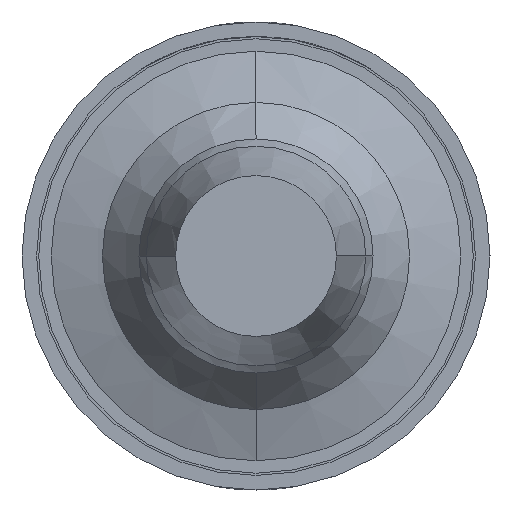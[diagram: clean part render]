
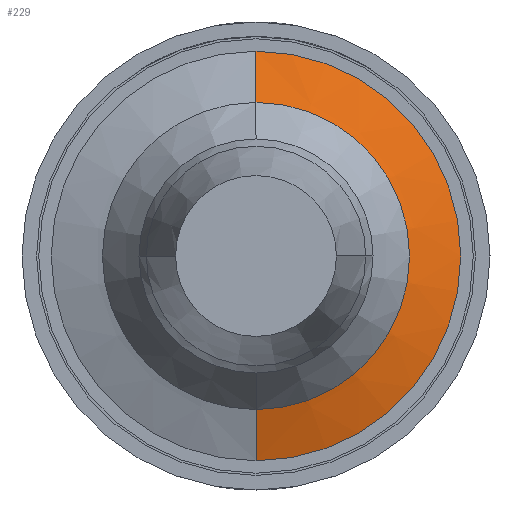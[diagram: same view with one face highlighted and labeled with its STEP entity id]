
A CAD part, front view. The second image highlights one B-rep face of the part: STEP entity #229.
In plain terms, the highlighted conical face has half-angle 71.565 degrees and reference radius 0.8 mm.
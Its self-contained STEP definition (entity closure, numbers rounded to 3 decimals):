
#54 = ORIENTED_EDGE ( 'NONE', *, *, #5155, .T. ) ;
#184 = ORIENTED_EDGE ( 'NONE', *, *, #3955, .F. ) ;
#229 = ADVANCED_FACE ( 'Defeature ausgef�hrt1_34', ( #3630 ), #4706, .T. ) ;
#234 = CARTESIAN_POINT ( 'NONE',  ( 0., -9.3, 0. ) ) ;
#687 = EDGE_LOOP ( 'NONE', ( #4053, #1367, #54, #184 ) ) ;
#799 = CARTESIAN_POINT ( 'NONE',  ( 0., -9.1, -1.4 ) ) ;
#985 = AXIS2_PLACEMENT_3D ( 'NONE', #234, #4435, #5148 ) ;
#1367 = ORIENTED_EDGE ( 'NONE', *, *, #3691, .T. ) ;
#1660 = CIRCLE ( 'NONE', #2307, 1.4 ) ;
#1710 = DIRECTION ( 'NONE',  ( 0., 0., -1. ) ) ;
#2208 = CARTESIAN_POINT ( 'NONE',  ( 0., -9.3, 0. ) ) ;
#2307 = AXIS2_PLACEMENT_3D ( 'NONE', #3074, #4143, #6577 ) ;
#2479 = CARTESIAN_POINT ( 'NONE',  ( 0., -9.3, -0.8 ) ) ;
#2500 = DIRECTION ( 'NONE',  ( 0., 0.316, 0.949 ) ) ;
#2550 = CARTESIAN_POINT ( 'NONE',  ( 0., -9.3, -0.8 ) ) ;
#2632 = LINE ( 'NONE', #3052, #5427 ) ;
#3052 = CARTESIAN_POINT ( 'NONE',  ( 0., -9.3, 0.8 ) ) ;
#3074 = CARTESIAN_POINT ( 'NONE',  ( 0., -9.1, 0. ) ) ;
#3133 = AXIS2_PLACEMENT_3D ( 'NONE', #2208, #3795, #1710 ) ;
#3630 = FACE_OUTER_BOUND ( 'NONE', #687, .T. ) ;
#3691 = EDGE_CURVE ( 'Defeature ausgef�hrt1_34+Defeature ausgef�hrt1_33+Defeature ausgef�hrt1_33+Defeature ausgef�hrt1_33', #6281, #5547, #5746, .T. ) ;
#3697 = CARTESIAN_POINT ( 'NONE',  ( 0., -9.1, 1.4 ) ) ;
#3795 = DIRECTION ( 'NONE',  ( 0., 1., 0. ) ) ;
#3955 = EDGE_CURVE ( 'Defeature ausgef�hrt1_35+Defeature ausgef�hrt1_34+Defeature ausgef�hrt1_34+Defeature ausgef�hrt1_34', #6741, #4723, #1660, .T. ) ;
#4033 = VECTOR ( 'NONE', #6672, 1000. ) ;
#4053 = ORIENTED_EDGE ( 'NONE', *, *, #5590, .F. ) ;
#4143 = DIRECTION ( 'NONE',  ( 0., 1., 0. ) ) ;
#4435 = DIRECTION ( 'NONE',  ( 0., 1., 0. ) ) ;
#4706 = CONICAL_SURFACE ( 'NONE', #985, 0.8, 1.249 ) ;
#4723 = VERTEX_POINT ( 'NONE', #799 ) ;
#4771 = CARTESIAN_POINT ( 'NONE',  ( 0., -9.3, 0.8 ) ) ;
#5148 = DIRECTION ( 'NONE',  ( 0., 0., -1. ) ) ;
#5155 = EDGE_CURVE ( 'NONE', #5547, #4723, #5574, .T. ) ;
#5427 = VECTOR ( 'NONE', #2500, 1000. ) ;
#5547 = VERTEX_POINT ( 'NONE', #2479 ) ;
#5574 = LINE ( 'NONE', #2550, #4033 ) ;
#5590 = EDGE_CURVE ( 'NONE', #6281, #6741, #2632, .T. ) ;
#5746 = CIRCLE ( 'NONE', #3133, 0.8 ) ;
#6281 = VERTEX_POINT ( 'NONE', #4771 ) ;
#6577 = DIRECTION ( 'NONE',  ( 0., 0., -1. ) ) ;
#6672 = DIRECTION ( 'NONE',  ( 0., 0.316, -0.949 ) ) ;
#6741 = VERTEX_POINT ( 'NONE', #3697 ) ;
